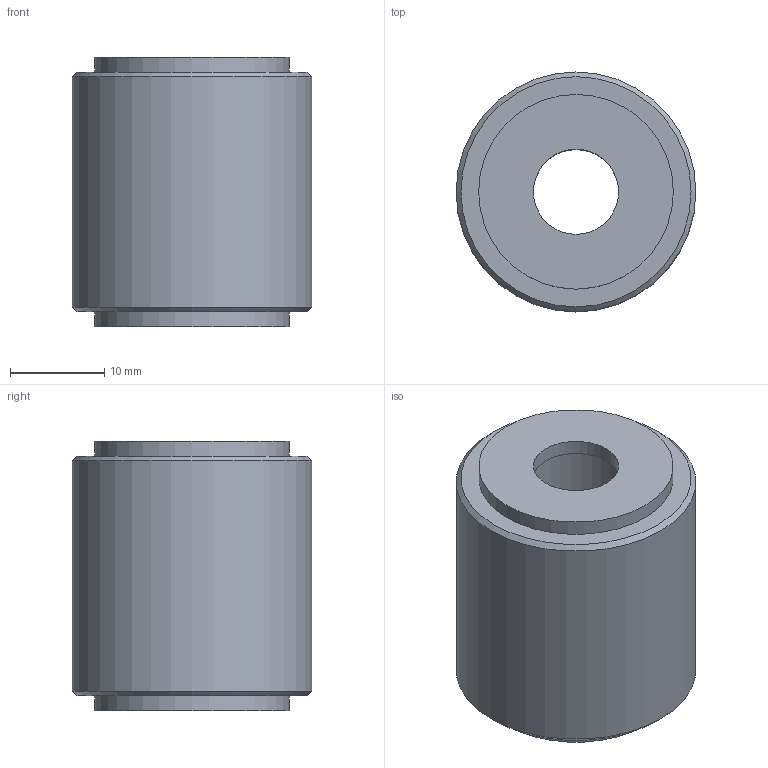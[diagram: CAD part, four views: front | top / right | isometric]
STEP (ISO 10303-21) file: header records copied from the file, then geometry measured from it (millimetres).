
FILE_DESCRIPTION (( 'STEP AP203' ), '1' );
FILE_NAME ('SCE-WMS1SS.step', '2021-02-09T22:34:00', ( 'ADC123' ), ( 'Microsoft' ), 'SwSTEP 2.0', 'SolidWorks 2019', '' );
FILE_SCHEMA (( 'CONFIG_CONTROL_DESIGN' ));
Length unit declared in the file: inch
Products named in the file (1): SCE-WMS1SS
Bounding box: 25.4 x 25.4 x 28.55 mm (x, y, z)
Volume: 10483.6 mm3; surface area: 5126.4 mm2
Topology: 3 solids, 3 shells, 14 faces, 23 edges, 15 vertices
Faces by surface type: cylinder 6, plane 6, cone 2
Full cylindrical faces by diameter (mm): 9.017 x2, 12.7 x1, 20.625 x2, 25.4 x1
Entity records: 371 total; most frequent: DIRECTION 58, CARTESIAN_POINT 43, AXIS2_PLACEMENT_3D 29, ORIENTED_EDGE 28, EDGE_LOOP 28, FACE_OUTER_BOUND 20, VERTEX_POINT 14, EDGE_CURVE 14
